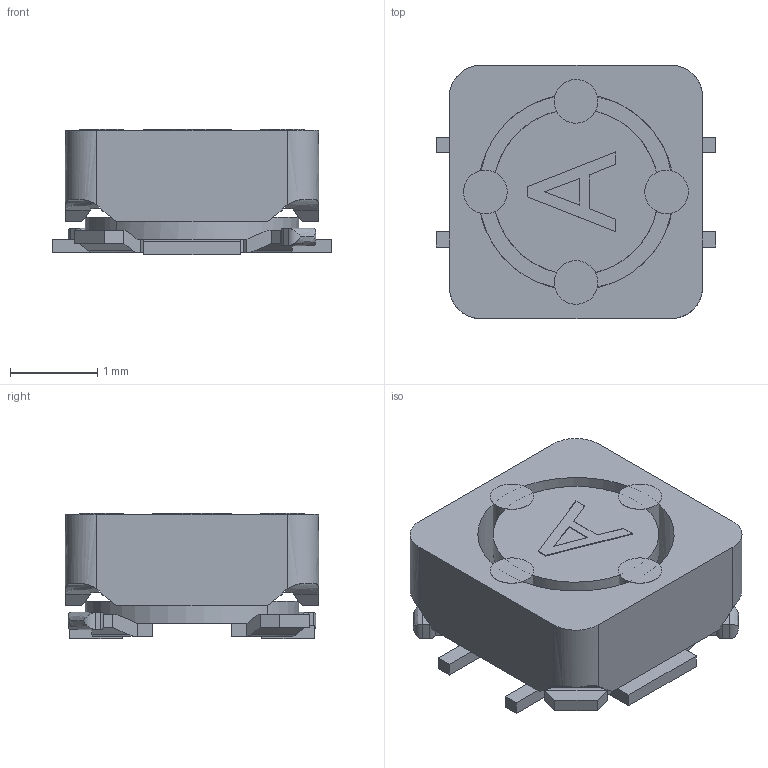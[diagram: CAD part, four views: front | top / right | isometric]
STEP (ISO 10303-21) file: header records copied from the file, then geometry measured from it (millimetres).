
FILE_DESCRIPTION( ('This file contains a STEP AP42 implementation' ,'as created by ZW3D STEP Interface translator.') ,'2;1' );
FILE_NAME( 'CS3015-S.stp' ,'1610 3.165226', (''), ('ZWCAD Software Co.'), 'Version 1.0', 'ZW3D to STEP translator', '' );
FILE_SCHEMA( ('CONFIG_CONTROL_DESIGN') );
Length unit declared in the file: millimetre
Products named in the file (1): 0
Bounding box: 3.2 x 2.9 x 1.44 mm (x, y, z)
Volume: 3.3 mm3; surface area: 63.3 mm2
Topology: 8 solids, 9 shells, 187 faces, 456 edges, 280 vertices
Faces by surface type: bspline 187
Entity records: 5306 total; most frequent: CARTESIAN_POINT 2576, ORIENTED_EDGE 896, EDGE_CURVE 456, B_SPLINE_CURVE_WITH_KNOTS 344, VERTEX_POINT 280, EDGE_LOOP 192, FACE_OUTER_BOUND 187, ADVANCED_FACE 187
